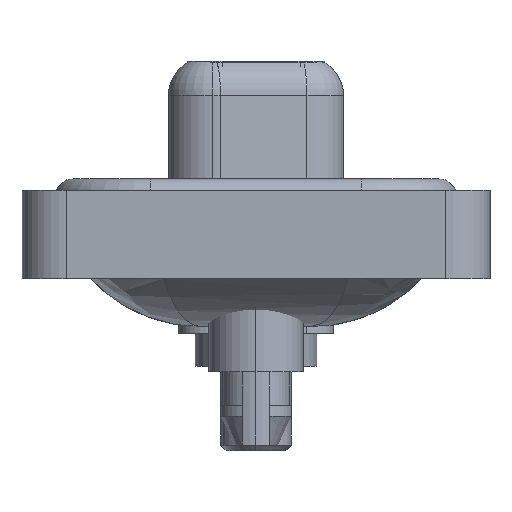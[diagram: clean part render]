
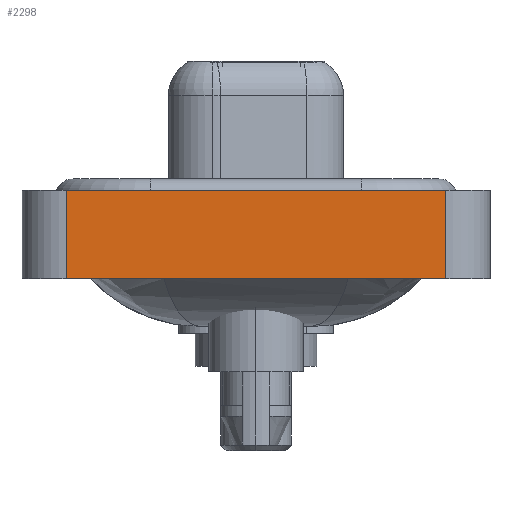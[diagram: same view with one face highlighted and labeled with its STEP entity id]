
A CAD part, left-side view. The second image highlights one B-rep face of the part: STEP entity #2298.
In plain terms, the highlighted planar face has unit normal (-1, 0, 0).
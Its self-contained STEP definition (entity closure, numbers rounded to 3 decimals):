
#684 = ORIENTED_EDGE ( 'NONE', *, *, #9627, .T. ) ;
#1385 = DIRECTION ( 'NONE',  ( 0., -1., 0. ) ) ;
#1456 = DIRECTION ( 'NONE',  ( -1., 0., 0. ) ) ;
#1552 = CARTESIAN_POINT ( 'NONE',  ( -7.35, -8.55, 0.4 ) ) ;
#1851 = VECTOR ( 'NONE', #10006, 1000. ) ;
#2106 = CARTESIAN_POINT ( 'NONE',  ( -7.35, 8.55, 0.4 ) ) ;
#2298 = ADVANCED_FACE ( 'NONE', ( #6858 ), #16217, .T. ) ;
#2527 = EDGE_LOOP ( 'NONE', ( #684, #8697, #5939, #4992 ) ) ;
#2678 = VECTOR ( 'NONE', #8207, 1000. ) ;
#3038 = LINE ( 'NONE', #12644, #1851 ) ;
#4155 = DIRECTION ( 'NONE',  ( 0., 0., 1. ) ) ;
#4992 = ORIENTED_EDGE ( 'NONE', *, *, #9006, .T. ) ;
#5099 = AXIS2_PLACEMENT_3D ( 'NONE', #8077, #1456, #4155 ) ;
#5302 = CARTESIAN_POINT ( 'NONE',  ( -7.35, -8.55, 0.4 ) ) ;
#5658 = VECTOR ( 'NONE', #1385, 1000. ) ;
#5939 = ORIENTED_EDGE ( 'NONE', *, *, #13225, .F. ) ;
#5962 = EDGE_CURVE ( 'NONE', #9145, #16409, #13084, .T. ) ;
#6602 = DIRECTION ( 'NONE',  ( 0., 0., 1. ) ) ;
#6858 = FACE_OUTER_BOUND ( 'NONE', #2527, .T. ) ;
#6961 = VERTEX_POINT ( 'NONE', #13071 ) ;
#8077 = CARTESIAN_POINT ( 'NONE',  ( -7.35, -8.55, -3.6 ) ) ;
#8207 = DIRECTION ( 'NONE',  ( 0., -1., 0. ) ) ;
#8697 = ORIENTED_EDGE ( 'NONE', *, *, #5962, .F. ) ;
#9006 = EDGE_CURVE ( 'NONE', #15145, #6961, #12057, .T. ) ;
#9145 = VERTEX_POINT ( 'NONE', #2106 ) ;
#9627 = EDGE_CURVE ( 'NONE', #6961, #16409, #3038, .T. ) ;
#10006 = DIRECTION ( 'NONE',  ( 0., 0., 1. ) ) ;
#12057 = LINE ( 'NONE', #13383, #2678 ) ;
#12644 = CARTESIAN_POINT ( 'NONE',  ( -7.35, -8.55, -3.6 ) ) ;
#12787 = CARTESIAN_POINT ( 'NONE',  ( -7.35, 8.55, -3.6 ) ) ;
#13071 = CARTESIAN_POINT ( 'NONE',  ( -7.35, -8.55, -3.6 ) ) ;
#13084 = LINE ( 'NONE', #5302, #5658 ) ;
#13225 = EDGE_CURVE ( 'NONE', #15145, #9145, #13599, .T. ) ;
#13383 = CARTESIAN_POINT ( 'NONE',  ( -7.35, -8.55, -3.6 ) ) ;
#13599 = LINE ( 'NONE', #16218, #16158 ) ;
#15145 = VERTEX_POINT ( 'NONE', #12787 ) ;
#16158 = VECTOR ( 'NONE', #6602, 1000. ) ;
#16217 = PLANE ( 'NONE',  #5099 ) ;
#16218 = CARTESIAN_POINT ( 'NONE',  ( -7.35, 8.55, -3.6 ) ) ;
#16409 = VERTEX_POINT ( 'NONE', #1552 ) ;
